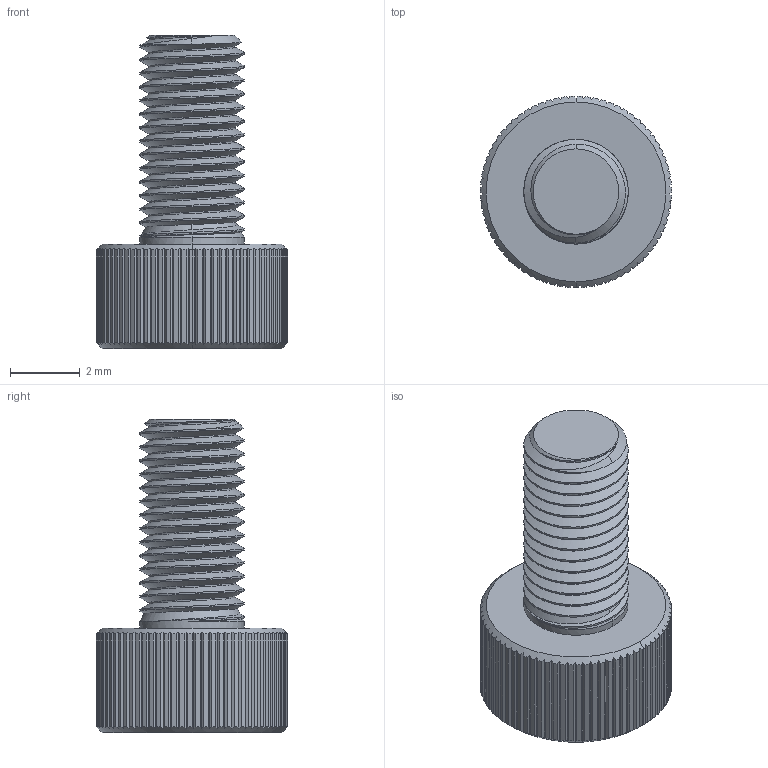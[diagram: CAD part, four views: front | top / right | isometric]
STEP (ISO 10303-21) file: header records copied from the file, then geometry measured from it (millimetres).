
FILE_DESCRIPTION (( 'STEP AP203' ), '1' );
FILE_NAME ('90751A110_18-8 Stainless Steel Socket Head Screws.STEP', '2024-04-25T16:29:50', ( 'Administrator' ), ( 'Managed by Terraform' ), 'SwSTEP 2.0', 'SolidWorks 2017', '' );
FILE_SCHEMA (( 'CONFIG_CONTROL_DESIGN' ));
Length unit declared in the file: millimetre
Products named in the file (1): 90751A110_18-8 Stainless Steel Socket Head Screws
Bounding box: 5.5 x 5.5 x 9 mm (x, y, z)
Volume: 95.9 mm3; surface area: 206.2 mm2
Topology: 1 solids, 1 shells, 286 faces, 828 edges, 546 vertices
Faces by surface type: plane 160, cylinder 106, cone 17, bspline 3
Entity records: 13505 total; most frequent: CARTESIAN_POINT 6500, ORIENTED_EDGE 1656, DIRECTION 1186, EDGE_CURVE 828, VERTEX_POINT 546, AXIS2_PLACEMENT_3D 454, B_SPLINE_CURVE_WITH_KNOTS 380, EDGE_LOOP 288
